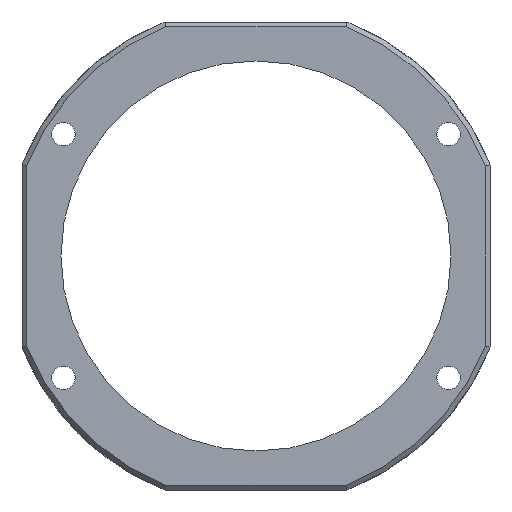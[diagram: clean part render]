
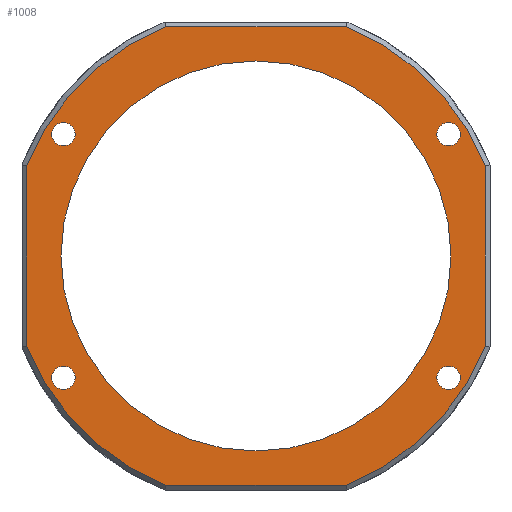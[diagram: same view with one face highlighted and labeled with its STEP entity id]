
A CAD part, left-side view. The second image highlights one B-rep face of the part: STEP entity #1008.
In plain terms, the highlighted planar face has unit normal (-1, 0, 0).
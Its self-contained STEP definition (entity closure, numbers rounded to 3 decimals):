
#32=FACE_BOUND('',#286,.T.);
#33=FACE_BOUND('',#287,.T.);
#34=FACE_BOUND('',#288,.T.);
#35=FACE_BOUND('',#289,.T.);
#36=FACE_BOUND('',#290,.T.);
#70=LINE('',#1489,#126);
#72=LINE('',#1507,#128);
#74=LINE('',#1525,#130);
#76=LINE('',#1541,#132);
#126=VECTOR('',#1188,18.473);
#128=VECTOR('',#1198,18.473);
#130=VECTOR('',#1208,18.473);
#132=VECTOR('',#1218,18.473);
#187=PLANE('',#1086);
#222=FACE_OUTER_BOUND('',#285,.T.);
#285=EDGE_LOOP('',(#738,#739,#740,#741,#742,#743,#744,#745));
#286=EDGE_LOOP('',(#746));
#287=EDGE_LOOP('',(#747));
#288=EDGE_LOOP('',(#748));
#289=EDGE_LOOP('',(#749));
#290=EDGE_LOOP('',(#750));
#381=CIRCLE('',#1062,25.25);
#383=CIRCLE('',#1066,25.25);
#385=CIRCLE('',#1070,25.25);
#387=CIRCLE('',#1074,25.25);
#394=CIRCLE('',#1087,1.2);
#395=CIRCLE('',#1088,1.2);
#396=CIRCLE('',#1089,1.2);
#397=CIRCLE('',#1090,1.2);
#398=CIRCLE('',#1091,20.);
#437=VERTEX_POINT('',#1474);
#438=VERTEX_POINT('',#1479);
#440=VERTEX_POINT('',#1488);
#442=VERTEX_POINT('',#1497);
#444=VERTEX_POINT('',#1506);
#446=VERTEX_POINT('',#1515);
#448=VERTEX_POINT('',#1524);
#450=VERTEX_POINT('',#1533);
#465=VERTEX_POINT('',#1612);
#466=VERTEX_POINT('',#1614);
#467=VERTEX_POINT('',#1616);
#468=VERTEX_POINT('',#1618);
#469=VERTEX_POINT('',#1620);
#536=EDGE_CURVE('',#437,#438,#381,.T.);
#539=EDGE_CURVE('',#438,#440,#70,.T.);
#542=EDGE_CURVE('',#440,#442,#383,.T.);
#545=EDGE_CURVE('',#442,#444,#72,.T.);
#548=EDGE_CURVE('',#444,#446,#385,.T.);
#551=EDGE_CURVE('',#446,#448,#74,.T.);
#554=EDGE_CURVE('',#448,#450,#387,.T.);
#557=EDGE_CURVE('',#450,#437,#76,.T.);
#576=EDGE_CURVE('',#465,#465,#394,.T.);
#577=EDGE_CURVE('',#466,#466,#395,.T.);
#578=EDGE_CURVE('',#467,#467,#396,.T.);
#579=EDGE_CURVE('',#468,#468,#397,.T.);
#580=EDGE_CURVE('',#469,#469,#398,.T.);
#738=ORIENTED_EDGE('',*,*,#536,.F.);
#739=ORIENTED_EDGE('',*,*,#557,.F.);
#740=ORIENTED_EDGE('',*,*,#554,.F.);
#741=ORIENTED_EDGE('',*,*,#551,.F.);
#742=ORIENTED_EDGE('',*,*,#548,.F.);
#743=ORIENTED_EDGE('',*,*,#545,.F.);
#744=ORIENTED_EDGE('',*,*,#542,.F.);
#745=ORIENTED_EDGE('',*,*,#539,.F.);
#746=ORIENTED_EDGE('',*,*,#576,.T.);
#747=ORIENTED_EDGE('',*,*,#577,.T.);
#748=ORIENTED_EDGE('',*,*,#578,.T.);
#749=ORIENTED_EDGE('',*,*,#579,.T.);
#750=ORIENTED_EDGE('',*,*,#580,.T.);
#1008=ADVANCED_FACE('',(#222,#32,#33,#34,#35,#36),#187,.T.);
#1062=AXIS2_PLACEMENT_3D('',#1480,#1183,#1184);
#1066=AXIS2_PLACEMENT_3D('',#1498,#1193,#1194);
#1070=AXIS2_PLACEMENT_3D('',#1516,#1203,#1204);
#1074=AXIS2_PLACEMENT_3D('',#1534,#1213,#1214);
#1086=AXIS2_PLACEMENT_3D('',#1611,#1250,#1251);
#1087=AXIS2_PLACEMENT_3D('',#1613,#1252,#1253);
#1088=AXIS2_PLACEMENT_3D('',#1615,#1254,#1255);
#1089=AXIS2_PLACEMENT_3D('',#1617,#1256,#1257);
#1090=AXIS2_PLACEMENT_3D('',#1619,#1258,#1259);
#1091=AXIS2_PLACEMENT_3D('',#1621,#1260,#1261);
#1183=DIRECTION('center_axis',(1.,0.,0.));
#1184=DIRECTION('ref_axis',(0.,1.,0.));
#1188=DIRECTION('',(0.,-1.,0.));
#1193=DIRECTION('center_axis',(1.,0.,0.));
#1194=DIRECTION('ref_axis',(0.,-1.,0.));
#1198=DIRECTION('',(0.,0.,-1.));
#1203=DIRECTION('center_axis',(1.,0.,0.));
#1204=DIRECTION('ref_axis',(0.,-1.,0.));
#1208=DIRECTION('',(0.,1.,0.));
#1213=DIRECTION('center_axis',(1.,0.,0.));
#1214=DIRECTION('ref_axis',(0.,1.,0.));
#1218=DIRECTION('',(0.,0.,1.));
#1250=DIRECTION('center_axis',(-1.,0.,0.));
#1251=DIRECTION('ref_axis',(0.,0.,1.));
#1252=DIRECTION('center_axis',(1.,0.,0.));
#1253=DIRECTION('ref_axis',(0.,0.,-1.));
#1254=DIRECTION('center_axis',(1.,0.,0.));
#1255=DIRECTION('ref_axis',(0.,0.,-1.));
#1256=DIRECTION('center_axis',(1.,0.,0.));
#1257=DIRECTION('ref_axis',(0.,0.,-1.));
#1258=DIRECTION('center_axis',(1.,0.,0.));
#1259=DIRECTION('ref_axis',(0.,0.,-1.));
#1260=DIRECTION('center_axis',(1.,0.,0.));
#1261=DIRECTION('ref_axis',(0.,0.,-1.));
#1474=CARTESIAN_POINT('',(0.,23.5,9.236));
#1479=CARTESIAN_POINT('',(0.,9.236,23.5));
#1480=CARTESIAN_POINT('Origin',(0.,0.,0.));
#1488=CARTESIAN_POINT('',(0.,-9.236,23.5));
#1489=CARTESIAN_POINT('',(0.,-4.665,23.5));
#1497=CARTESIAN_POINT('',(0.,-23.5,9.236));
#1498=CARTESIAN_POINT('Origin',(0.,0.,0.));
#1506=CARTESIAN_POINT('',(0.,-23.5,-9.236));
#1507=CARTESIAN_POINT('',(0.,-23.5,-4.665));
#1515=CARTESIAN_POINT('',(0.,-9.236,-23.5));
#1516=CARTESIAN_POINT('Origin',(0.,0.,0.));
#1524=CARTESIAN_POINT('',(0.,9.236,-23.5));
#1525=CARTESIAN_POINT('',(0.,4.665,-23.5));
#1533=CARTESIAN_POINT('',(0.,23.5,-9.236));
#1534=CARTESIAN_POINT('Origin',(0.,0.,0.));
#1541=CARTESIAN_POINT('',(0.,23.5,4.665));
#1611=CARTESIAN_POINT('Origin',(0.,0.,0.));
#1612=CARTESIAN_POINT('',(0.,-19.75,-11.3));
#1613=CARTESIAN_POINT('Origin',(0.,-19.75,-12.5));
#1614=CARTESIAN_POINT('',(0.,19.75,-11.3));
#1615=CARTESIAN_POINT('Origin',(0.,19.75,-12.5));
#1616=CARTESIAN_POINT('',(0.,19.75,13.7));
#1617=CARTESIAN_POINT('Origin',(0.,19.75,12.5));
#1618=CARTESIAN_POINT('',(0.,-19.75,13.7));
#1619=CARTESIAN_POINT('Origin',(0.,-19.75,12.5));
#1620=CARTESIAN_POINT('',(0.,0.,-20.));
#1621=CARTESIAN_POINT('Origin',(0.,0.,0.));
